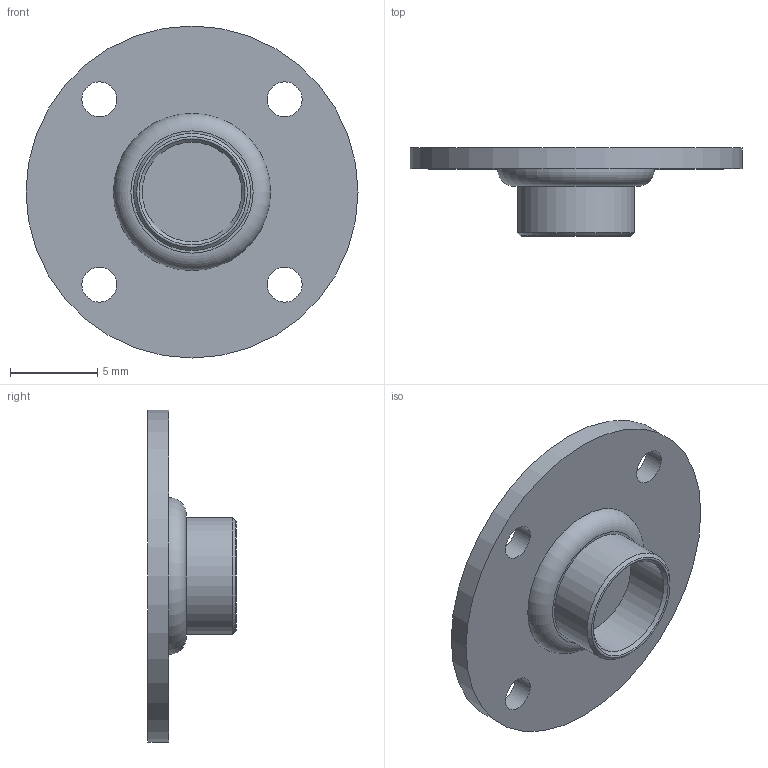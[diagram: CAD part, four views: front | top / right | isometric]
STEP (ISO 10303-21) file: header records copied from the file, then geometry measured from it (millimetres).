
FILE_DESCRIPTION(('HOOPS Exchange Step'),'2;1');
FILE_NAME('accessory-1-conversion.step','2023-05-20T16:40:17+00:00',('root'),('Unknown organisation'),'HOOPS Exchange 2023.1','HOOPS Exchange','Unknown authorisation');
FILE_SCHEMA( ('AP242_MANAGED_MODEL_BASED_3D_ENGINEERING_MIM_LF {1 0 10303 442 1 1 4 }') );
Length unit declared in the file: millimetre
Products named in the file (2): Predeterminado; accessory-1-step
Assembly tree (1 placements, depth 2):
  accessory-1-step
    Predeterminado
Bounding box: 19 x 5.06 x 19 mm (x, y, z)
Volume: 410 mm3; surface area: 765.8 mm2
Topology: 1 solids, 1 shells, 15 faces, 54 edges, 66 vertices
Faces by surface type: cylinder 7, plane 4, torus 2, cone 2
Full cylindrical faces by diameter (mm): 2 x4, 5.7 x1, 6.7 x1, 19 x1
Entity records: 1060 total; most frequent: DIRECTION 199, CARTESIAN_POINT 175, AXIS2_PLACEMENT_3D 95, ORIENTED_EDGE 92, EDGE_CURVE 46, CIRCLE 45, STYLED_ITEM 35, VERTEX_POINT 35
